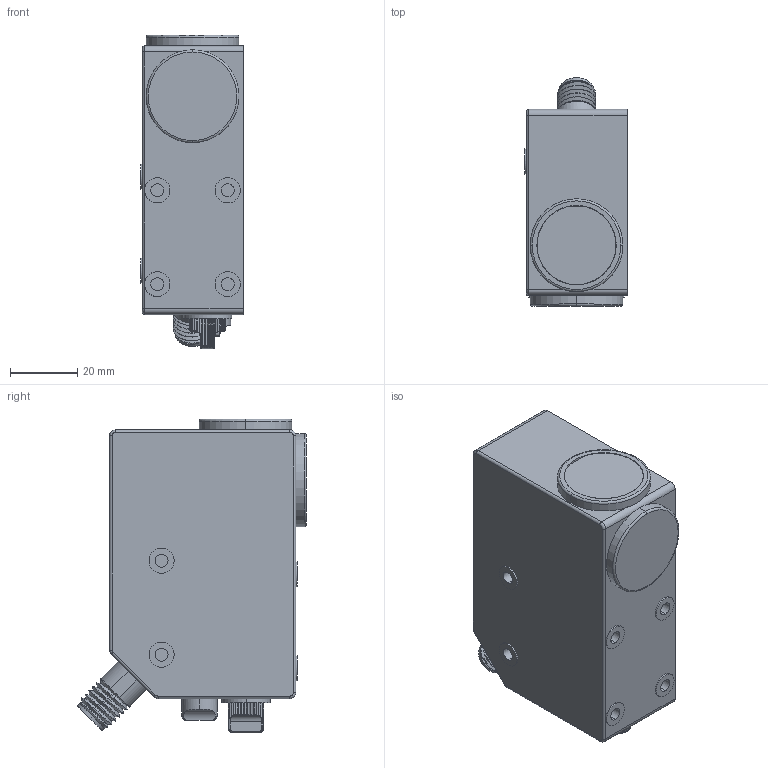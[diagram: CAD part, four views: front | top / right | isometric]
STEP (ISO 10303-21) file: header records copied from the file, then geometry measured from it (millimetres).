
FILE_DESCRIPTION((''),'2;1');
FILE_NAME('141704_ASM','2023-04-28T11:05:09',('banengservice'),('BANNER ENGINEERING'),'CREO PARAMETRIC BY PTC INC, 2022414','CREO PARAMETRIC BY PTC INC, 2022414','');
FILE_SCHEMA(('CONFIG_CONTROL_DESIGN'));
Length unit declared in the file: inch
Products named in the file (13): 51452_AF0; 44819; 45483; 45482; 44811; 49566_ASM; 49344; 45484; 44816; 62333_AF0; 41089_AF0; 51393_WEB_AF0_ASM; 141704_ASM
Assembly tree (12 placements, depth 4):
  141704_ASM
    51393_WEB_AF0_ASM
      51452_AF0
      44819
      45483
      49566_ASM
        45482
        44811
      49344
      45484
      44816
      62333_AF0
      41089_AF0
Bounding box: 30.45 x 68.23 x 93.42 mm (x, y, z)
Volume: 47163.1 mm3; surface area: 44451.1 mm2
Topology: 10 solids, 10 shells, 887 faces, 2233 edges, 1418 vertices
Faces by surface type: plane 382, cylinder 348, torus 70, bspline 40, sphere 26, cone 19, revolution 2
Entity records: 32345 total; most frequent: CARTESIAN_POINT 10822, DIRECTION 4461, ORIENTED_EDGE 4442, EDGE_CURVE 2221, AXIS2_PLACEMENT_3D 1654, VERTEX_POINT 1418, VECTOR 1151, LINE 1151
